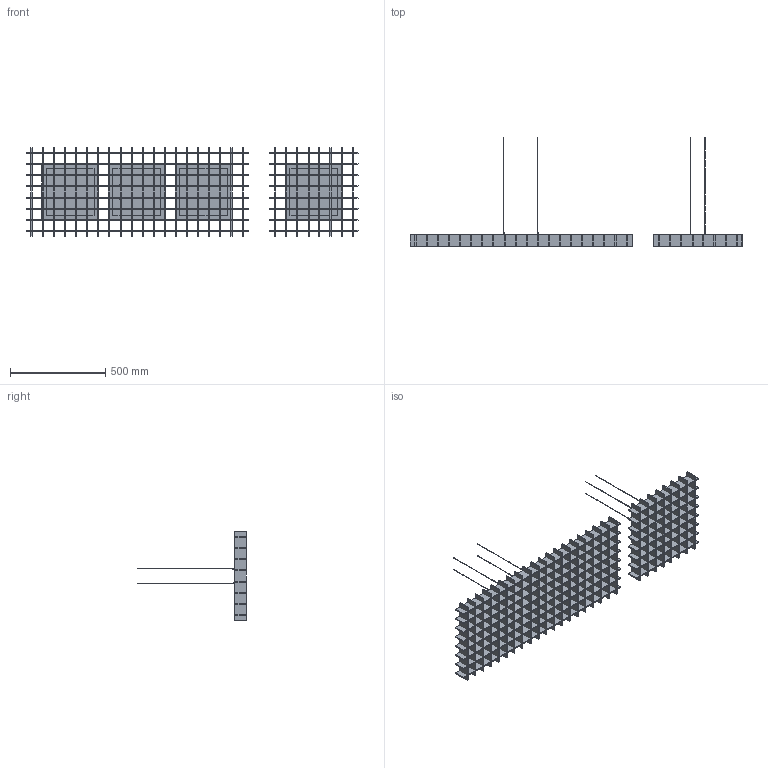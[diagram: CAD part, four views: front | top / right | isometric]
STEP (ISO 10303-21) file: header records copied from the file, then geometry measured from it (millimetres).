
FILE_DESCRIPTION(/* description */ (''),/* implementation_level */ '2;1');
FILE_NAME(/* name */ 'Grid',/* time_stamp */ '2018-01-11T14:09:29-08:00',/* author */ (''),/* organization */ (''),/* preprocessor_version */ 'ST-DEVELOPER v15',/* originating_system */ '',/* authorisation */ '');
FILE_SCHEMA (('CONFIG_CONTROL_DESIGN'));
Length unit declared in the file: millimetre
Products named in the file (2): Document; LED Light Panel 298X12_no cables
Assembly tree (3 placements, depth 2):
  Document
    LED Light Panel 298X12_no cables  x3
Bounding box: 1744.92 x 570.19 x 466.9 mm (x, y, z)
Volume: 10725088.9 mm3; surface area: 4672219.5 mm2
Topology: 63 solids, 71 shells, 418 faces, 837 edges, 554 vertices
Faces by surface type: plane 370, bspline 48
Entity records: 10204 total; most frequent: CARTESIAN_POINT 4433, ORIENTED_EDGE 1448, EDGE_CURVE 740, B_SPLINE_CURVE_WITH_KNOTS 645, VERTEX_POINT 488, EDGE_LOOP 378, ADVANCED_FACE 374, FACE_OUTER_BOUND 374
